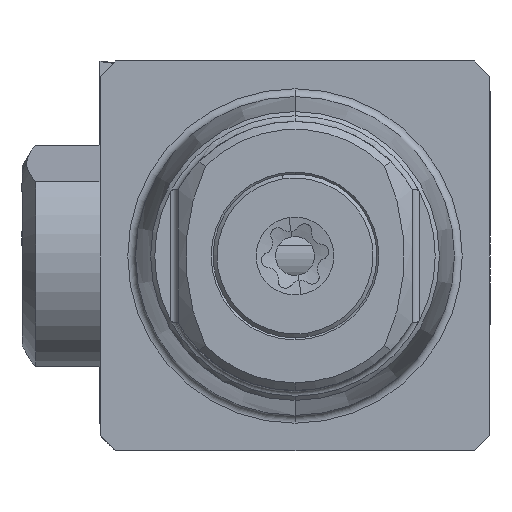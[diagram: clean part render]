
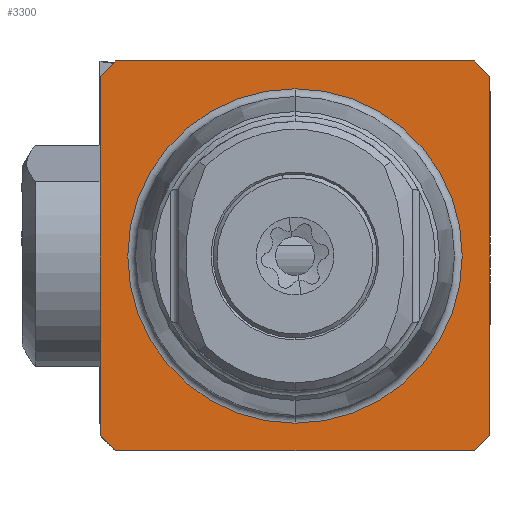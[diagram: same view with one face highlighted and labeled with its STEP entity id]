
A CAD part, left-side view. The second image highlights one B-rep face of the part: STEP entity #3300.
In plain terms, the highlighted planar face has unit normal (-1, 0, 0).
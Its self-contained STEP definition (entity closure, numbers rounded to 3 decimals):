
#86 = EDGE_CURVE ( 'NONE', #1142, #3543, #885, .T. ) ;
#112 = DIRECTION ( 'NONE',  ( -1., 0., 0. ) ) ;
#325 = VERTEX_POINT ( 'NONE', #8681 ) ;
#493 = VECTOR ( 'NONE', #2966, 1000. ) ;
#518 = VERTEX_POINT ( 'NONE', #714 ) ;
#665 = CARTESIAN_POINT ( 'NONE',  ( 0., 5., 4.6 ) ) ;
#714 = CARTESIAN_POINT ( 'NONE',  ( 0., -5., -4.6 ) ) ;
#855 = ORIENTED_EDGE ( 'NONE', *, *, #6257, .T. ) ;
#876 = ORIENTED_EDGE ( 'NONE', *, *, #2223, .T. ) ;
#885 = LINE ( 'NONE', #3098, #3631 ) ;
#925 = AXIS2_PLACEMENT_3D ( 'NONE', #4463, #8005, #6610 ) ;
#1063 = ORIENTED_EDGE ( 'NONE', *, *, #4451, .F. ) ;
#1142 = VERTEX_POINT ( 'NONE', #1541 ) ;
#1274 = DIRECTION ( 'NONE',  ( 0., 1., 0. ) ) ;
#1507 = CARTESIAN_POINT ( 'NONE',  ( 0., 0., 0. ) ) ;
#1541 = CARTESIAN_POINT ( 'NONE',  ( 0., 4.6, 5. ) ) ;
#1549 = ORIENTED_EDGE ( 'NONE', *, *, #6629, .F. ) ;
#1672 = DIRECTION ( 'NONE',  ( 0., 0.707, 0.707 ) ) ;
#1704 = DIRECTION ( 'NONE',  ( 0., 0., -1. ) ) ;
#2034 = DIRECTION ( 'NONE',  ( 0., 0., -1. ) ) ;
#2129 = CARTESIAN_POINT ( 'NONE',  ( 0., 5., -4.6 ) ) ;
#2205 = AXIS2_PLACEMENT_3D ( 'NONE', #4950, #8166, #2034 ) ;
#2212 = PLANE ( 'NONE',  #2205 ) ;
#2223 = EDGE_CURVE ( 'NONE', #4848, #518, #8656, .T. ) ;
#2239 = CARTESIAN_POINT ( 'NONE',  ( 0., 5., 5. ) ) ;
#2249 = CARTESIAN_POINT ( 'NONE',  ( 0., 4.6, 5. ) ) ;
#2328 = LINE ( 'NONE', #3143, #5508 ) ;
#2332 = VERTEX_POINT ( 'NONE', #665 ) ;
#2391 = CARTESIAN_POINT ( 'NONE',  ( 0., -5., 4.6 ) ) ;
#2677 = ORIENTED_EDGE ( 'NONE', *, *, #6522, .T. ) ;
#2782 = EDGE_CURVE ( 'NONE', #4848, #325, #8754, .T. ) ;
#2852 = DIRECTION ( 'NONE',  ( 0., 0., 1. ) ) ;
#2966 = DIRECTION ( 'NONE',  ( 0., 0.707, -0.707 ) ) ;
#3080 = CARTESIAN_POINT ( 'NONE',  ( 0., 0., 4.288 ) ) ;
#3088 = EDGE_LOOP ( 'NONE', ( #1549, #5696, #7417, #855, #5828, #2677, #6161, #876 ) ) ;
#3098 = CARTESIAN_POINT ( 'NONE',  ( 0., 5., 5. ) ) ;
#3143 = CARTESIAN_POINT ( 'NONE',  ( 0., -5., 5. ) ) ;
#3237 = VECTOR ( 'NONE', #4816, 1000. ) ;
#3300 = ADVANCED_FACE ( 'NONE', ( #5573, #7496 ), #2212, .F. ) ;
#3308 = CARTESIAN_POINT ( 'NONE',  ( 0., 0., -4.288 ) ) ;
#3324 = CARTESIAN_POINT ( 'NONE',  ( 0., -4.6, -5. ) ) ;
#3520 = AXIS2_PLACEMENT_3D ( 'NONE', #1507, #112, #2852 ) ;
#3543 = VERTEX_POINT ( 'NONE', #6753 ) ;
#3631 = VECTOR ( 'NONE', #6492, 1000. ) ;
#3925 = CARTESIAN_POINT ( 'NONE',  ( 0., -4.6, -5. ) ) ;
#4195 = VERTEX_POINT ( 'NONE', #7689 ) ;
#4228 = EDGE_CURVE ( 'NONE', #6700, #4353, #4374, .T. ) ;
#4353 = VERTEX_POINT ( 'NONE', #3080 ) ;
#4374 = CIRCLE ( 'NONE', #3520, 4.288 ) ;
#4421 = VECTOR ( 'NONE', #7838, 1000. ) ;
#4451 = EDGE_CURVE ( 'NONE', #4353, #6700, #6784, .T. ) ;
#4463 = CARTESIAN_POINT ( 'NONE',  ( 0., 0., 0. ) ) ;
#4676 = VECTOR ( 'NONE', #5342, 1000. ) ;
#4689 = CARTESIAN_POINT ( 'NONE',  ( 0., 5., -5. ) ) ;
#4816 = DIRECTION ( 'NONE',  ( 0., -0.707, -0.707 ) ) ;
#4848 = VERTEX_POINT ( 'NONE', #3925 ) ;
#4941 = LINE ( 'NONE', #2249, #493 ) ;
#4950 = CARTESIAN_POINT ( 'NONE',  ( 0., 4.288, 0. ) ) ;
#5106 = EDGE_CURVE ( 'NONE', #4195, #2332, #6313, .T. ) ;
#5342 = DIRECTION ( 'NONE',  ( 0., -0.707, 0.707 ) ) ;
#5508 = VECTOR ( 'NONE', #1704, 1000. ) ;
#5573 = FACE_OUTER_BOUND ( 'NONE', #3088, .T. ) ;
#5696 = ORIENTED_EDGE ( 'NONE', *, *, #6419, .T. ) ;
#5828 = ORIENTED_EDGE ( 'NONE', *, *, #5106, .F. ) ;
#6161 = ORIENTED_EDGE ( 'NONE', *, *, #2782, .F. ) ;
#6257 = EDGE_CURVE ( 'NONE', #1142, #2332, #4941, .T. ) ;
#6313 = LINE ( 'NONE', #2239, #4421 ) ;
#6419 = EDGE_CURVE ( 'NONE', #6429, #3543, #8518, .T. ) ;
#6429 = VERTEX_POINT ( 'NONE', #7133 ) ;
#6492 = DIRECTION ( 'NONE',  ( 0., -1., 0. ) ) ;
#6522 = EDGE_CURVE ( 'NONE', #4195, #325, #6863, .T. ) ;
#6610 = DIRECTION ( 'NONE',  ( 0., 0., 1. ) ) ;
#6629 = EDGE_CURVE ( 'NONE', #6429, #518, #2328, .T. ) ;
#6700 = VERTEX_POINT ( 'NONE', #3308 ) ;
#6753 = CARTESIAN_POINT ( 'NONE',  ( 0., -4.6, 5. ) ) ;
#6784 = CIRCLE ( 'NONE', #925, 4.288 ) ;
#6863 = LINE ( 'NONE', #2129, #3237 ) ;
#7133 = CARTESIAN_POINT ( 'NONE',  ( 0., -5., 4.6 ) ) ;
#7413 = VECTOR ( 'NONE', #1274, 1000. ) ;
#7417 = ORIENTED_EDGE ( 'NONE', *, *, #86, .F. ) ;
#7496 = FACE_BOUND ( 'NONE', #7842, .T. ) ;
#7689 = CARTESIAN_POINT ( 'NONE',  ( 0., 5., -4.6 ) ) ;
#7739 = ORIENTED_EDGE ( 'NONE', *, *, #4228, .F. ) ;
#7838 = DIRECTION ( 'NONE',  ( 0., 0., 1. ) ) ;
#7842 = EDGE_LOOP ( 'NONE', ( #1063, #7739 ) ) ;
#8005 = DIRECTION ( 'NONE',  ( -1., 0., 0. ) ) ;
#8166 = DIRECTION ( 'NONE',  ( 1., 0., 0. ) ) ;
#8518 = LINE ( 'NONE', #2391, #8793 ) ;
#8656 = LINE ( 'NONE', #3324, #4676 ) ;
#8681 = CARTESIAN_POINT ( 'NONE',  ( 0., 4.6, -5. ) ) ;
#8754 = LINE ( 'NONE', #4689, #7413 ) ;
#8793 = VECTOR ( 'NONE', #1672, 1000. ) ;
